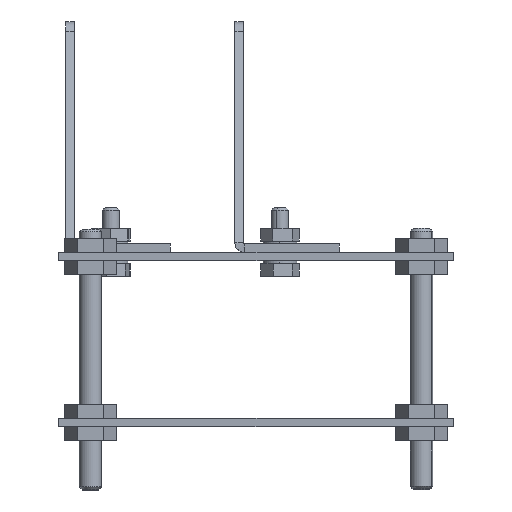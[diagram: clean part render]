
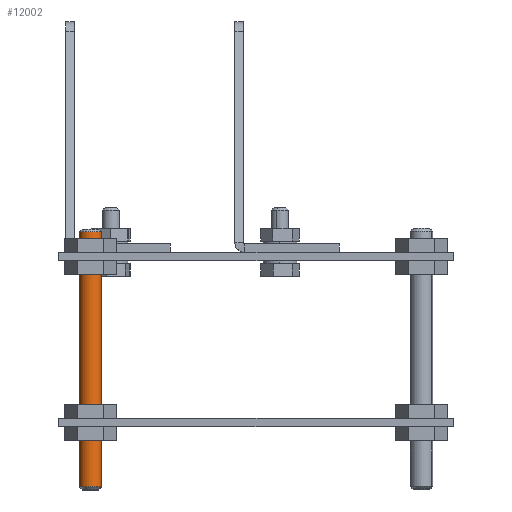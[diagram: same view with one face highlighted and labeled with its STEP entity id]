
A CAD part, front view. The second image highlights one B-rep face of the part: STEP entity #12002.
In plain terms, the highlighted cylindrical face has radius 8 mm (diameter 16 mm), a partial arc.
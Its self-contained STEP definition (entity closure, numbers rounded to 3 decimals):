
#2405 = ORIENTED_EDGE ( 'NONE', *, *, #12288, .T. ) ;
#2468 = CYLINDRICAL_SURFACE ( 'NONE', #20349, 8. ) ;
#3440 = ORIENTED_EDGE ( 'NONE', *, *, #13054, .T. ) ;
#4107 = CARTESIAN_POINT ( 'NONE',  ( -192.501, -123.764, -17.539 ) ) ;
#4225 = DIRECTION ( 'NONE',  ( 0.149, -0.989, 0. ) ) ;
#5316 = VECTOR ( 'NONE', #6215, 1000. ) ;
#5851 = LINE ( 'NONE', #17475, #5316 ) ;
#6038 = VERTEX_POINT ( 'NONE', #4107 ) ;
#6215 = DIRECTION ( 'NONE',  ( 0., 0., -1. ) ) ;
#6335 = DIRECTION ( 'NONE',  ( 0., 0., 1. ) ) ;
#6742 = VERTEX_POINT ( 'NONE', #18443 ) ;
#7413 = DIRECTION ( 'NONE',  ( 0., 0., -1. ) ) ;
#8252 = FACE_OUTER_BOUND ( 'NONE', #12873, .T. ) ;
#8315 = CIRCLE ( 'NONE', #18310, 8. ) ;
#8484 = LINE ( 'NONE', #11015, #16560 ) ;
#8621 = DIRECTION ( 'NONE',  ( 0., 0., -1. ) ) ;
#10653 = CIRCLE ( 'NONE', #18169, 8. ) ;
#11015 = CARTESIAN_POINT ( 'NONE',  ( -194.878, -107.941, 165.461 ) ) ;
#11089 = DIRECTION ( 'NONE',  ( 0., 0., -1. ) ) ;
#12002 = ADVANCED_FACE ( 'NONE', ( #8252 ), #2468, .T. ) ;
#12288 = EDGE_CURVE ( 'NONE', #19757, #6742, #8484, .T. ) ;
#12835 = ORIENTED_EDGE ( 'NONE', *, *, #20415, .F. ) ;
#12873 = EDGE_LOOP ( 'NONE', ( #3440, #2405, #13185, #12835 ) ) ;
#13054 = EDGE_CURVE ( 'NONE', #16313, #19757, #8315, .T. ) ;
#13185 = ORIENTED_EDGE ( 'NONE', *, *, #17251, .T. ) ;
#13898 = CARTESIAN_POINT ( 'NONE',  ( -193.689, -115.852, 165.461 ) ) ;
#16001 = CARTESIAN_POINT ( 'NONE',  ( -193.689, -115.852, -17.539 ) ) ;
#16313 = VERTEX_POINT ( 'NONE', #19095 ) ;
#16560 = VECTOR ( 'NONE', #11089, 1000. ) ;
#17251 = EDGE_CURVE ( 'NONE', #6742, #6038, #10653, .T. ) ;
#17475 = CARTESIAN_POINT ( 'NONE',  ( -192.501, -123.764, 165.461 ) ) ;
#17588 = DIRECTION ( 'NONE',  ( 0.149, -0.989, 0. ) ) ;
#18169 = AXIS2_PLACEMENT_3D ( 'NONE', #16001, #6335, #17588 ) ;
#18276 = CARTESIAN_POINT ( 'NONE',  ( -193.689, -115.852, 163.461 ) ) ;
#18310 = AXIS2_PLACEMENT_3D ( 'NONE', #18276, #8621, #19908 ) ;
#18424 = CARTESIAN_POINT ( 'NONE',  ( -194.878, -107.941, 163.461 ) ) ;
#18443 = CARTESIAN_POINT ( 'NONE',  ( -194.878, -107.941, -17.539 ) ) ;
#19095 = CARTESIAN_POINT ( 'NONE',  ( -192.501, -123.764, 163.461 ) ) ;
#19757 = VERTEX_POINT ( 'NONE', #18424 ) ;
#19908 = DIRECTION ( 'NONE',  ( 0.149, -0.989, 0. ) ) ;
#20349 = AXIS2_PLACEMENT_3D ( 'NONE', #13898, #7413, #4225 ) ;
#20415 = EDGE_CURVE ( 'NONE', #16313, #6038, #5851, .T. ) ;
